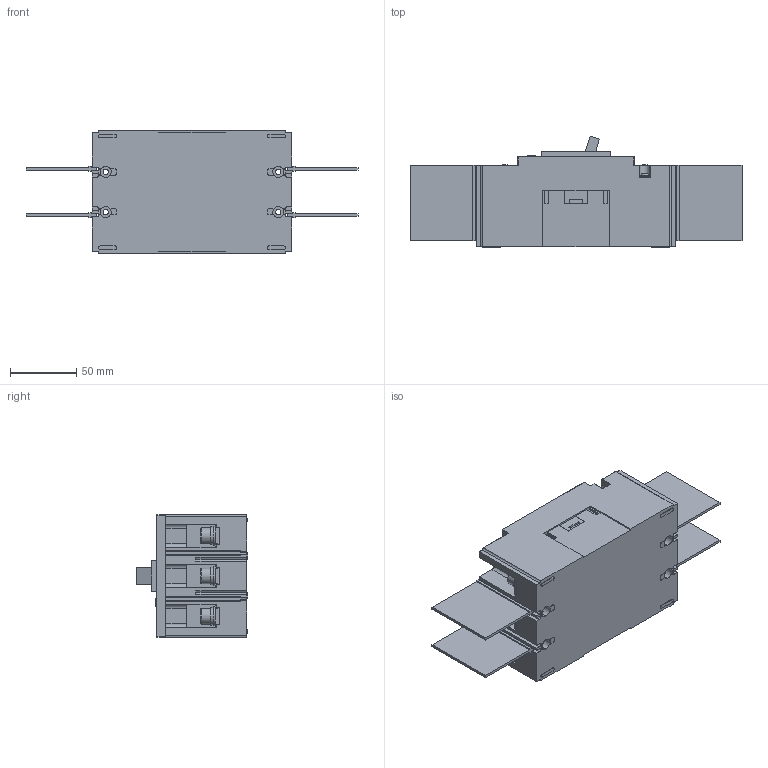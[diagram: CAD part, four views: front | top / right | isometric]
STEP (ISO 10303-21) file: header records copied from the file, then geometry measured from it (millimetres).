
FILE_DESCRIPTION (( 'STEP AP203' ), '1' );
FILE_NAME ('mcbb-125-18-3-100(16…160)-ls.ÃÌ Âûêëþ÷àòåëü àâòîìàòè÷åñêèé LS125 18êÀ 3P.STEP', '2025-02-19T11:18:24', ( '' ), ( '' ), 'SwSTEP 2.0', 'SolidWorks 2021', '' );
FILE_SCHEMA (( 'CONFIG_CONTROL_DESIGN' ));
Length unit declared in the file: millimetre
Products named in the file (1): mcbb-125-18-3-100(16…160)-ls.ÃÌ Âûêëþ÷àòåëü àâòîìàòè÷åñêèé LS125 18êÀ 3P
Bounding box: 250 x 83.7 x 92 mm (x, y, z)
Volume: 840991.8 mm3; surface area: 117813.5 mm2
Topology: 19 solids, 19 shells, 1102 faces, 2811 edges, 1812 vertices
Faces by surface type: plane 671, cylinder 231, bspline 124, torus 60, cone 8, sphere 8
Entity records: 36540 total; most frequent: CARTESIAN_POINT 10446, ORIENTED_EDGE 5606, DIRECTION 4973, EDGE_CURVE 2803, LINE 1943, VECTOR 1943, VERTEX_POINT 1812, AXIS2_PLACEMENT_3D 1515
